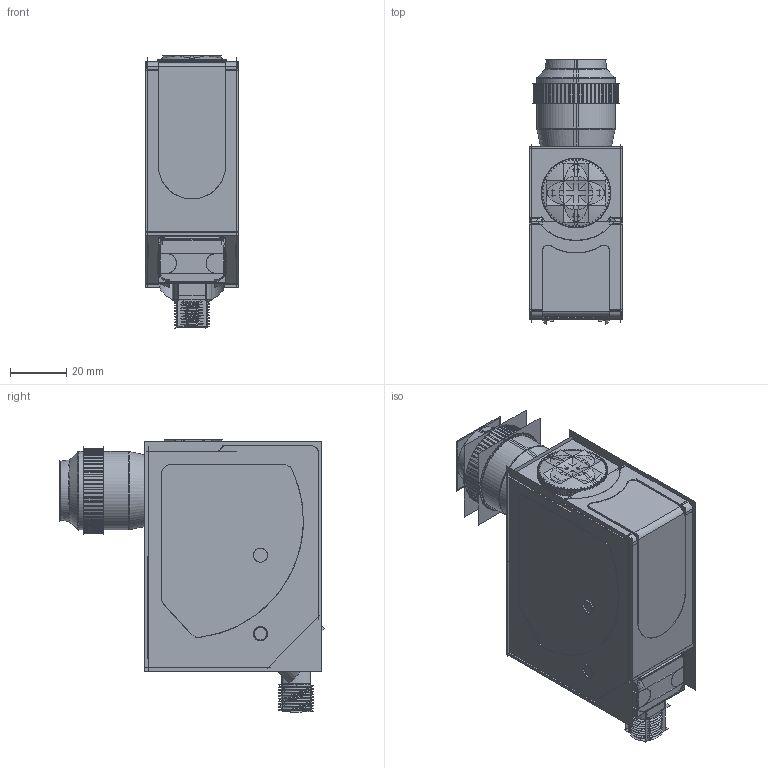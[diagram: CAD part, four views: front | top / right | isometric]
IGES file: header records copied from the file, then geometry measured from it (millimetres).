
Start section:  PTC IGES file: 147098.igs
Global section: file name: 147098.igs; native system: Creo Parametric by Parametric Technology Corporation; preprocessor: 2013230; author: pdmadmin; organization: Unknown; date: 20150915.110332; units: millimetre
Bounding box: 33.23 x 94.49 x 97.22 mm (x, y, z)
Volume: 165833.3 mm3; surface area: 203007 mm2
Topology: 1 solids, 9 shells, 1400 faces, 7338 edges, 9253 vertices
Faces by surface type: bspline 814, revolution 586
